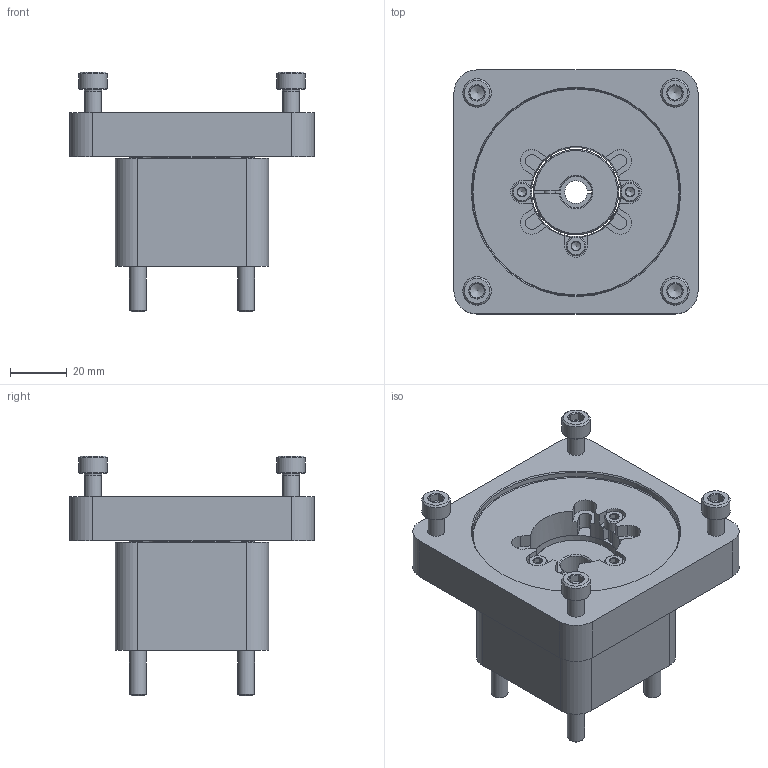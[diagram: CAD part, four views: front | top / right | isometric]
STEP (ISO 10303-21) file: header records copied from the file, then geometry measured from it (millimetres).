
FILE_DESCRIPTION(/* description */ ('STEP AP214'),/* implementation_level */ '2;1');
FILE_NAME(/* name */ '550982_EAMM-A-D40-87A',/* time_stamp */ '2024-08-26T23:54:35+02:00',/* author */ ('License CC BY-ND 4.0'),/* organization */ ('CADENAS'),/* preprocessor_version */ 'ST-DEVELOPER v19.3',/* originating_system */ 'PARTsolutions',/* authorisation */ ' ');
FILE_SCHEMA (('AUTOMOTIVE_DESIGN {1 0 10303 214 3 1 1}'));
Length unit declared in the file: millimetre
Products named in the file (7): 550982 EAMM-A-D40-87A; 552157 EAMK-A-D40-44A/C---(1O); DIN-912 - M6x30(F); 663533 EAMF-A-44A/B-87A(20); DIN-912 - M6x22(F); DIN-912 - M4x16(F); 551004 EAMC-30-32-8-11
Assembly tree (14 placements, depth 2):
  550982 EAMM-A-D40-87A
    552157 EAMK-A-D40-44A/C---(1O)
    DIN-912 - M6x30(F)  x4
    663533 EAMF-A-44A/B-87A(20)
    DIN-912 - M6x22(F)  x4
    DIN-912 - M4x16(F)  x3
    551004 EAMC-30-32-8-11
Bounding box: 85.8 x 85.8 x 84.38 mm (x, y, z)
Volume: 179266.4 mm3; surface area: 59718.4 mm2
Topology: 14 solids, 15 shells, 610 faces, 1394 edges, 839 vertices
Faces by surface type: plane 287, cylinder 160, cone 153, torus 10
Full cylindrical faces by diameter (mm): 2 x12, 3.242 x6, 4 x5, 4.917 x4, 6 x8, 6.6 x4, 7 x4, 8 x1, 10 x8, 14.2 x1, 40 x1, 44 x1, 73.05 x1
Entity records: 11518 total; most frequent: CARTESIAN_POINT 2133, DIRECTION 2048, ORIENTED_EDGE 1742, EDGE_CURVE 871, AXIS2_PLACEMENT_3D 836, VERTEX_POINT 606, FACE_BOUND 527, EDGE_LOOP 520
